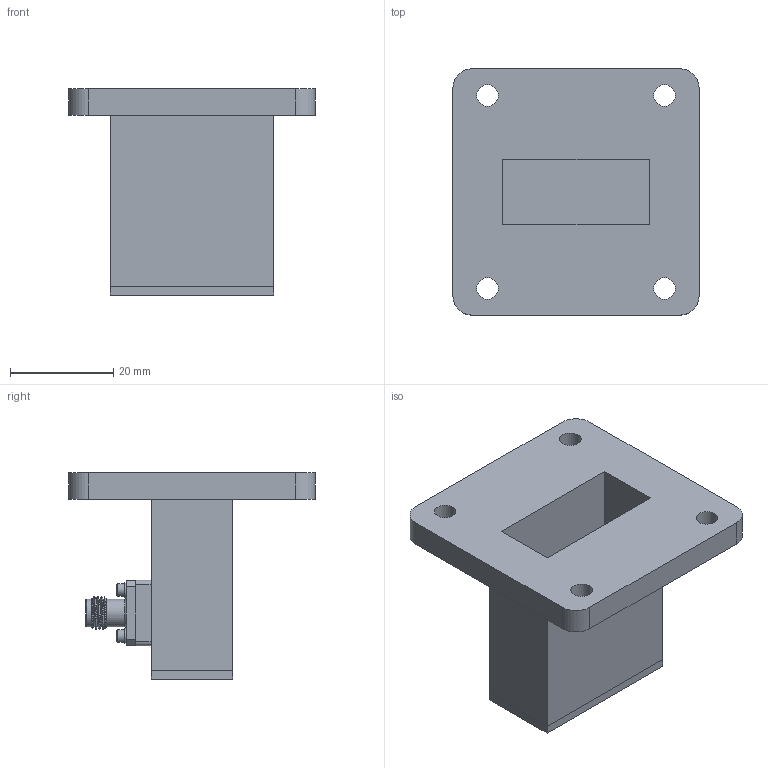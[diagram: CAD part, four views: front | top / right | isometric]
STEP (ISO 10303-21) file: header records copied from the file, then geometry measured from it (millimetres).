
FILE_DESCRIPTION (( 'STEP AP203' ), '1' );
FILE_NAME ('SMW112AC_3D.step', '2020-11-02T17:41:53', ( '' ), ( '' ), 'SwSTEP 2.0', 'SolidWorks 2018', '' );
FILE_SCHEMA (( 'CONFIG_CONTROL_DESIGN' ));
Length unit declared in the file: inch
Products named in the file (1): SMW112AC_3D
Bounding box: 47.8 x 47.8 x 40 mm (x, y, z)
Volume: 15995.5 mm3; surface area: 12807.9 mm2
Topology: 1 solids, 5 shells, 196 faces, 423 edges, 261 vertices
Faces by surface type: plane 94, cylinder 53, cone 37, bspline 11, torus 1
Full cylindrical faces by diameter (mm): 1.016 x1, 1.27 x2, 1.524 x12, 1.854 x5, 2.438 x4, 2.946 x4, 4.166 x4, 4.521 x1, 5.08 x1, 5.334 x2
Entity records: 8590 total; most frequent: CARTESIAN_POINT 4900, DIRECTION 736, ORIENTED_EDGE 668, EDGE_CURVE 334, AXIS2_PLACEMENT_3D 298, EDGE_LOOP 264, VERTEX_POINT 224, FACE_OUTER_BOUND 213
